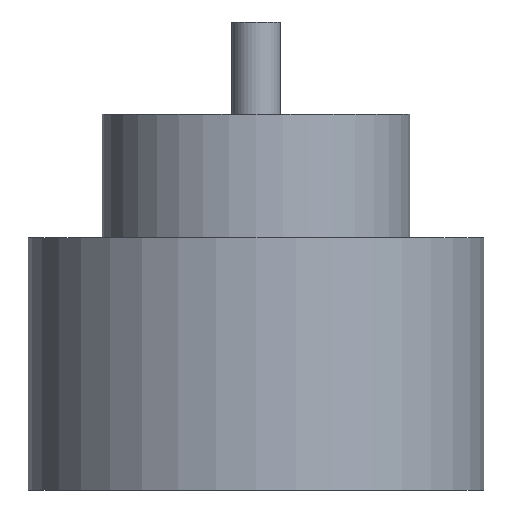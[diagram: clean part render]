
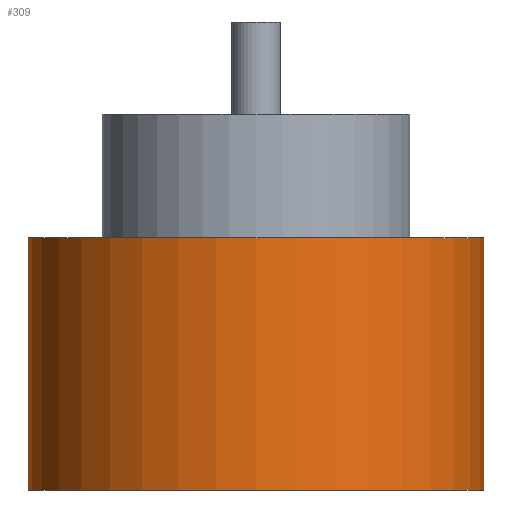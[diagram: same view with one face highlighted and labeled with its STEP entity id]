
A CAD part, front view. The second image highlights one B-rep face of the part: STEP entity #309.
In plain terms, the highlighted cylindrical face has radius 1.85 mm (diameter 3.7 mm), a partial arc.
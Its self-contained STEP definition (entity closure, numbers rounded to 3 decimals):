
#7 = VECTOR ( 'NONE', #338, 1000. ) ;
#28 = ORIENTED_EDGE ( 'NONE', *, *, #634, .T. ) ;
#41 = VERTEX_POINT ( 'NONE', #127 ) ;
#113 = DIRECTION ( 'NONE',  ( 0., 0., -1. ) ) ;
#122 = ORIENTED_EDGE ( 'NONE', *, *, #334, .T. ) ;
#124 = AXIS2_PLACEMENT_3D ( 'NONE', #584, #386, #377 ) ;
#127 = CARTESIAN_POINT ( 'NONE',  ( -1.85, 0., -0.5 ) ) ;
#155 = CARTESIAN_POINT ( 'NONE',  ( 1.85, 0., 1.55 ) ) ;
#160 = CYLINDRICAL_SURFACE ( 'NONE', #288, 1.85 ) ;
#164 = CARTESIAN_POINT ( 'NONE',  ( 1.85, 0., -0.5 ) ) ;
#202 = CARTESIAN_POINT ( 'NONE',  ( 1.85, 0., 2.55 ) ) ;
#208 = CARTESIAN_POINT ( 'NONE',  ( -1.85, 0., 2.55 ) ) ;
#211 = DIRECTION ( 'NONE',  ( 0., 0., 1. ) ) ;
#288 = AXIS2_PLACEMENT_3D ( 'NONE', #373, #113, #358 ) ;
#309 = ADVANCED_FACE ( 'NONE', ( #733 ), #160, .T. ) ;
#329 = DIRECTION ( 'NONE',  ( 0., 0., -1. ) ) ;
#334 = EDGE_CURVE ( 'NONE', #41, #736, #782, .T. ) ;
#338 = DIRECTION ( 'NONE',  ( 0., 0., -1. ) ) ;
#345 = CARTESIAN_POINT ( 'NONE',  ( -1.85, 0., 1.55 ) ) ;
#358 = DIRECTION ( 'NONE',  ( -1., 0., 0. ) ) ;
#373 = CARTESIAN_POINT ( 'NONE',  ( 0., 0., 2.55 ) ) ;
#377 = DIRECTION ( 'NONE',  ( 1., 0., 0. ) ) ;
#386 = DIRECTION ( 'NONE',  ( 0., 0., 1. ) ) ;
#420 = ORIENTED_EDGE ( 'NONE', *, *, #628, .F. ) ;
#446 = LINE ( 'NONE', #202, #742 ) ;
#518 = EDGE_LOOP ( 'NONE', ( #537, #420, #28, #122 ) ) ;
#529 = EDGE_CURVE ( 'NONE', #738, #736, #446, .T. ) ;
#533 = LINE ( 'NONE', #208, #7 ) ;
#537 = ORIENTED_EDGE ( 'NONE', *, *, #529, .F. ) ;
#546 = CARTESIAN_POINT ( 'NONE',  ( 0., 0., 1.55 ) ) ;
#584 = CARTESIAN_POINT ( 'NONE',  ( 0., 0., -0.5 ) ) ;
#604 = DIRECTION ( 'NONE',  ( 1., 0., 0. ) ) ;
#628 = EDGE_CURVE ( 'NONE', #680, #738, #818, .T. ) ;
#634 = EDGE_CURVE ( 'NONE', #680, #41, #533, .T. ) ;
#680 = VERTEX_POINT ( 'NONE', #345 ) ;
#733 = FACE_OUTER_BOUND ( 'NONE', #518, .T. ) ;
#736 = VERTEX_POINT ( 'NONE', #164 ) ;
#738 = VERTEX_POINT ( 'NONE', #155 ) ;
#742 = VECTOR ( 'NONE', #329, 1000. ) ;
#782 = CIRCLE ( 'NONE', #124, 1.85 ) ;
#785 = AXIS2_PLACEMENT_3D ( 'NONE', #546, #211, #604 ) ;
#818 = CIRCLE ( 'NONE', #785, 1.85 ) ;
